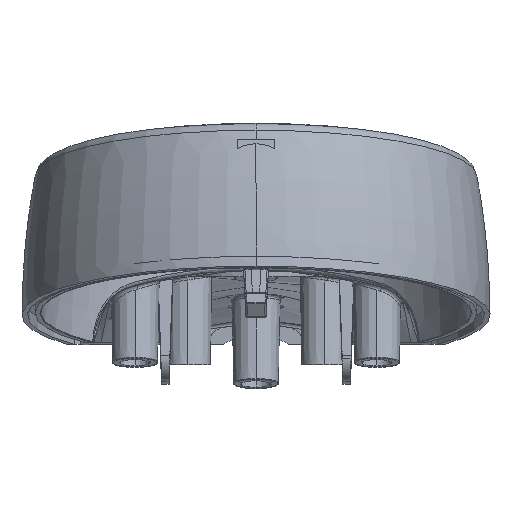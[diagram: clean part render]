
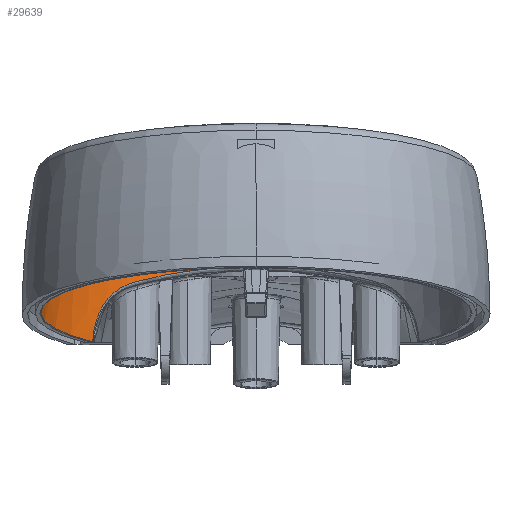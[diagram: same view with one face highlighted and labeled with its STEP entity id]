
A CAD part, top view. The second image highlights one B-rep face of the part: STEP entity #29639.
In plain terms, the highlighted toroidal (fillet/blend) face has major radius 70 mm and minor radius 98.5 mm.
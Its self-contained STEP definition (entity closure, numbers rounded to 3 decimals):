
#46 = CARTESIAN_POINT ( 'NONE',  ( -11.796, 14.242, -28.895 ) ) ;
#214 = CARTESIAN_POINT ( 'NONE',  ( -19.657, 11.004, -23.132 ) ) ;
#493 = CARTESIAN_POINT ( 'NONE',  ( 0., 25.517, -5.424 ) ) ;
#751 = ORIENTED_EDGE ( 'NONE', *, *, #18972, .T. ) ;
#1380 = CIRCLE ( 'NONE', #5605, 27.007 ) ;
#2376 = CARTESIAN_POINT ( 'NONE',  ( -3.066, 15.244, -31.404 ) ) ;
#2538 = CARTESIAN_POINT ( 'NONE',  ( -16.262, 13.196, -26.178 ) ) ;
#2701 = CARTESIAN_POINT ( 'NONE',  ( -14.916, 13.551, -27.116 ) ) ;
#2859 = CARTESIAN_POINT ( 'NONE',  ( -17.753, 12.585, -24.987 ) ) ;
#3056 = CARTESIAN_POINT ( 'NONE',  ( -2.349, 25.878, 22.881 ) ) ;
#3152 = EDGE_CURVE ( 'NONE', #26110, #29780, #1380, .T. ) ;
#3197 = DIRECTION ( 'NONE',  ( 1., 0., 0. ) ) ;
#3329 = AXIS2_PLACEMENT_3D ( 'NONE', #28694, #3197, #23391 ) ;
#4554 = EDGE_CURVE ( 'NONE', #20544, #17745, #18340, .T. ) ;
#5173 = DIRECTION ( 'NONE',  ( 0., -0.978, 0.208 ) ) ;
#5181 = CARTESIAN_POINT ( 'NONE',  ( -20.502, 9.689, -22.11 ) ) ;
#5369 = CARTESIAN_POINT ( 'NONE',  ( -1.763, 15.108, 25.869 ) ) ;
#5499 = CARTESIAN_POINT ( 'NONE',  ( -15.656, 13.36, -26.612 ) ) ;
#5605 = AXIS2_PLACEMENT_3D ( 'NONE', #493, #21191, #21022 ) ;
#5957 = ORIENTED_EDGE ( 'NONE', *, *, #3152, .T. ) ;
#6448 = ORIENTED_EDGE ( 'NONE', *, *, #6503, .T. ) ;
#6503 = EDGE_CURVE ( 'NONE', #17745, #23346, #23132, .T. ) ;
#7344 = CARTESIAN_POINT ( 'NONE',  ( -18.585, 12.044, -24.236 ) ) ;
#7983 = CARTESIAN_POINT ( 'NONE',  ( -21.585, 5.939, -20.283 ) ) ;
#8177 = CARTESIAN_POINT ( 'NONE',  ( -2.056, 20.543, 24.548 ) ) ;
#10142 = CARTESIAN_POINT ( 'NONE',  ( -6.074, 15.044, -30.906 ) ) ;
#10307 = CARTESIAN_POINT ( 'NONE',  ( -7.825, 14.849, -30.419 ) ) ;
#10465 = CARTESIAN_POINT ( 'NONE',  ( 0., 9.194, -1.954 ) ) ;
#10473 = CARTESIAN_POINT ( 'NONE',  ( -16.619, 13.091, -25.91 ) ) ;
#12475 = CARTESIAN_POINT ( 'NONE',  ( -21.519, 6.526, -20.473 ) ) ;
#12640 = CARTESIAN_POINT ( 'NONE',  ( -17.084, 12.919, -25.547 ) ) ;
#12669 = CARTESIAN_POINT ( 'NONE',  ( -2.495, 28.515, 21.93 ) ) ;
#12760 = CARTESIAN_POINT ( 'NONE',  ( -21.599, 5.329, -20.14 ) ) ;
#12800 = CARTESIAN_POINT ( 'NONE',  ( -1.223, 15.303, -31.551 ) ) ;
#12964 = CARTESIAN_POINT ( 'NONE',  ( -21.035, 8.45, -21.351 ) ) ;
#13129 = CARTESIAN_POINT ( 'NONE',  ( -21.599, 5.329, -20.14 ) ) ;
#14280 = CARTESIAN_POINT ( 'NONE',  ( 0., 15.312, -31.572 ) ) ;
#14893 = DIRECTION ( 'NONE',  ( 0., 0.978, -0.208 ) ) ;
#14966 = CARTESIAN_POINT ( 'NONE',  ( -21.125, 8.185, -21.208 ) ) ;
#15051 = CARTESIAN_POINT ( 'NONE',  ( -2.64, 31.105, 20.866 ) ) ;
#17116 = TOROIDAL_SURFACE ( 'NONE', #29765, -70., 98.5 ) ;
#17211 = DIRECTION ( 'NONE',  ( 0., 0.208, 0.978 ) ) ;
#17457 = CARTESIAN_POINT ( 'NONE',  ( 0., 15.312, -31.572 ) ) ;
#17544 = FACE_OUTER_BOUND ( 'NONE', #30786, .T. ) ;
#17619 = CARTESIAN_POINT ( 'NONE',  ( -19.974, 10.594, -22.769 ) ) ;
#17704 = ORIENTED_EDGE ( 'NONE', *, *, #29014, .T. ) ;
#17745 = VERTEX_POINT ( 'NONE', #12760 ) ;
#18101 = CARTESIAN_POINT ( 'NONE',  ( -20.738, 9.214, -21.793 ) ) ;
#18340 = CIRCLE ( 'NONE', #26252, 28.499 ) ;
#18972 = EDGE_CURVE ( 'NONE', #29780, #20544, #30749, .T. ) ;
#19935 = CARTESIAN_POINT ( 'NONE',  ( -21.284, 7.646, -20.941 ) ) ;
#20100 = CARTESIAN_POINT ( 'NONE',  ( -21.351, 7.37, -20.816 ) ) ;
#20257 = CARTESIAN_POINT ( 'NONE',  ( -4.884, 15.144, -31.153 ) ) ;
#20417 = CARTESIAN_POINT ( 'NONE',  ( -2.452, 15.27, -31.467 ) ) ;
#20544 = VERTEX_POINT ( 'NONE', #21756 ) ;
#20577 = CARTESIAN_POINT ( 'NONE',  ( -14.413, 13.674, -27.436 ) ) ;
#21022 = DIRECTION ( 'NONE',  ( 0., -0.208, -0.978 ) ) ;
#21191 = DIRECTION ( 'NONE',  ( 0., 0.978, -0.208 ) ) ;
#21756 = CARTESIAN_POINT ( 'NONE',  ( -1.763, 15.108, 25.869 ) ) ;
#22566 = CARTESIAN_POINT ( 'NONE',  ( -16.382, 13.164, -26.089 ) ) ;
#22728 = CARTESIAN_POINT ( 'NONE',  ( -15.9, 13.295, -26.441 ) ) ;
#22809 = ORIENTED_EDGE ( 'NONE', *, *, #4554, .T. ) ;
#22887 = CARTESIAN_POINT ( 'NONE',  ( -10.117, 14.527, -29.613 ) ) ;
#23131 = CARTESIAN_POINT ( 'NONE',  ( 0., 19.902, -31.84 ) ) ;
#23132 = B_SPLINE_CURVE_WITH_KNOTS ( 'NONE', 3,
 ( #13129, #7983, #12475, #20100, #19935, #14966, #12964, #18101, #5181, #17619, #214, #30017, #7344, #25533, #2859, #30653, #12640, #30173, #10473, #22566, #2538, #22728, #5499, #2701, #20577, #32480, #46, #22887, #28187, #25691, #10307, #10142, #20257, #2376, #20417, #12800, #25214, #17457 ),
 .UNSPECIFIED., .F., .F.,
 ( 4, 2, 2, 2, 2, 2, 2, 2, 2, 2, 2, 2, 2, 2, 2, 2, 2, 2, 4 ),
 ( 0., 0.002, 0.003, 0.004, 0.006, 0.008, 0.009, 0.01, 0.011, 0.012, 0.012, 0.013, 0.015, 0.019, 0.021, 0.023, 0.026, 0.028, 0.03 ),
 .UNSPECIFIED. ) ;
#23346 = VERTEX_POINT ( 'NONE', #14280 ) ;
#23391 = DIRECTION ( 'NONE',  ( 0., 0., -1. ) ) ;
#25208 = DIRECTION ( 'NONE',  ( 0., -0.208, -0.978 ) ) ;
#25214 = CARTESIAN_POINT ( 'NONE',  ( -0.611, 15.312, -31.572 ) ) ;
#25533 = CARTESIAN_POINT ( 'NONE',  ( -17.968, 12.457, -24.798 ) ) ;
#25691 = CARTESIAN_POINT ( 'NONE',  ( -8.403, 14.776, -30.237 ) ) ;
#26110 = VERTEX_POINT ( 'NONE', #23131 ) ;
#26252 = AXIS2_PLACEMENT_3D ( 'NONE', #10465, #5173, #25208 ) ;
#27286 = CARTESIAN_POINT ( 'NONE',  ( 0., 8.803, -1.871 ) ) ;
#28057 = CARTESIAN_POINT ( 'NONE',  ( -1.91, 17.842, 25.267 ) ) ;
#28187 = CARTESIAN_POINT ( 'NONE',  ( -9.548, 14.615, -29.835 ) ) ;
#28694 = CARTESIAN_POINT ( 'NONE',  ( 0., 23.357, 66.599 ) ) ;
#29014 = EDGE_CURVE ( 'NONE', #23346, #26110, #31310, .T. ) ;
#29639 = ADVANCED_FACE ( 'NONE', ( #17544 ), #17116, .F. ) ;
#29765 = AXIS2_PLACEMENT_3D ( 'NONE', #27286, #14893, #17211 ) ;
#29780 = VERTEX_POINT ( 'NONE', #15051 ) ;
#30017 = CARTESIAN_POINT ( 'NONE',  ( -18.963, 11.726, -23.864 ) ) ;
#30173 = CARTESIAN_POINT ( 'NONE',  ( -16.737, 13.051, -25.82 ) ) ;
#30364 = CARTESIAN_POINT ( 'NONE',  ( -2.64, 31.105, 20.866 ) ) ;
#30653 = CARTESIAN_POINT ( 'NONE',  ( -17.31, 12.816, -25.362 ) ) ;
#30749 = B_SPLINE_CURVE_WITH_KNOTS ( 'NONE', 3,
 ( #30364, #12669, #3056, #8177, #28057, #5369 ),
 .UNSPECIFIED., .F., .F.,
 ( 4, 2, 4 ),
 ( 0., 0.008, 0.017 ),
 .UNSPECIFIED. ) ;
#30786 = EDGE_LOOP ( 'NONE', ( #6448, #17704, #5957, #751, #22809 ) ) ;
#31310 = CIRCLE ( 'NONE', #3329, 98.5 ) ;
#32480 = CARTESIAN_POINT ( 'NONE',  ( -12.869, 14.027, -28.349 ) ) ;
